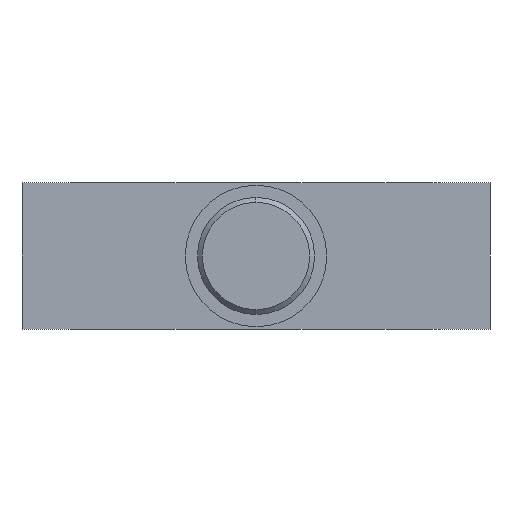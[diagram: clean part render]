
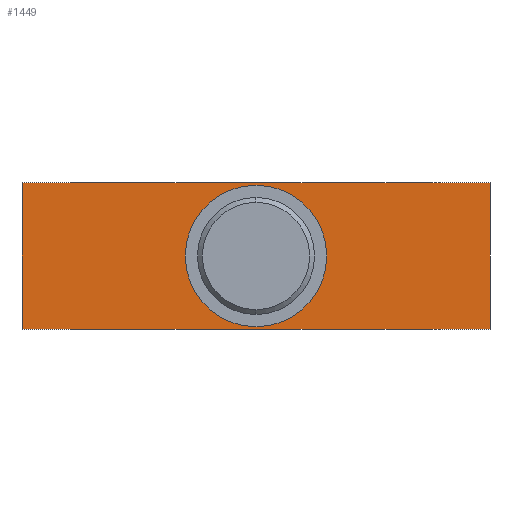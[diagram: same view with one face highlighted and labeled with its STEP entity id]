
A CAD part, left-side view. The second image highlights one B-rep face of the part: STEP entity #1449.
In plain terms, the highlighted planar face has unit normal (-1, 0, 0).
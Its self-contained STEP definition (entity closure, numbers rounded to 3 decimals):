
#39 = CARTESIAN_POINT ( 'NONE',  ( -23., 24., 7.5 ) ) ;
#40 = DIRECTION ( 'NONE',  ( 0., -1., 0. ) ) ;
#548 = ORIENTED_EDGE ( 'NONE', *, *, #1499, .F. ) ;
#556 = ORIENTED_EDGE ( 'NONE', *, *, #1662, .F. ) ;
#576 = ORIENTED_EDGE ( 'NONE', *, *, #1664, .F. ) ;
#582 = ORIENTED_EDGE ( 'NONE', *, *, #1659, .F. ) ;
#586 = ORIENTED_EDGE ( 'NONE', *, *, #1667, .T. ) ;
#590 = ORIENTED_EDGE ( 'NONE', *, *, #1660, .T. ) ;
#658 = EDGE_LOOP ( 'NONE', ( #586, #582, #548, #590 ) ) ;
#690 = EDGE_LOOP ( 'NONE', ( #556, #576 ) ) ;
#860 = FACE_BOUND ( 'NONE', #690, .T. ) ;
#865 = FACE_OUTER_BOUND ( 'NONE', #658, .T. ) ;
#900 = LINE ( 'NONE', #39, #901 ) ;
#901 = VECTOR ( 'NONE', #40, 1000. ) ;
#1002 = LINE ( 'NONE', #1396, #1003 ) ;
#1003 = VECTOR ( 'NONE', #1395, 1000. ) ;
#1007 = LINE ( 'NONE', #1268, #1013 ) ;
#1008 = LINE ( 'NONE', #1398, #1009 ) ;
#1009 = VECTOR ( 'NONE', #1397, 1000. ) ;
#1011 = CIRCLE ( 'NONE', #1719, 7.25 ) ;
#1013 = VECTOR ( 'NONE', #1267, 1000. ) ;
#1014 = CIRCLE ( 'NONE', #1726, 7.25 ) ;
#1267 = DIRECTION ( 'NONE',  ( 0., -1., 0. ) ) ;
#1268 = CARTESIAN_POINT ( 'NONE',  ( -23., 24., -7.5 ) ) ;
#1275 = CARTESIAN_POINT ( 'NONE',  ( -23., -24., 7.5 ) ) ;
#1303 = CARTESIAN_POINT ( 'NONE',  ( -23., 24., 7.5 ) ) ;
#1312 = CARTESIAN_POINT ( 'NONE',  ( -23., 24., -7.5 ) ) ;
#1317 = CARTESIAN_POINT ( 'NONE',  ( -23., 0., 7.25 ) ) ;
#1328 = DIRECTION ( 'NONE',  ( 0., 1., 0. ) ) ;
#1331 = DIRECTION ( 'NONE',  ( 0., 1., 0. ) ) ;
#1335 = DIRECTION ( 'NONE',  ( -1., 0., 0. ) ) ;
#1336 = DIRECTION ( 'NONE',  ( -1., 0., 0. ) ) ;
#1337 = CARTESIAN_POINT ( 'NONE',  ( -23., 0., 0. ) ) ;
#1339 = CARTESIAN_POINT ( 'NONE',  ( -23., -24., -7.5 ) ) ;
#1359 = CARTESIAN_POINT ( 'NONE',  ( -23., 0., -7.25 ) ) ;
#1365 = CARTESIAN_POINT ( 'NONE',  ( -23., 0., 0. ) ) ;
#1395 = DIRECTION ( 'NONE',  ( 0., 0., -1. ) ) ;
#1396 = CARTESIAN_POINT ( 'NONE',  ( -23., -24., 7.5 ) ) ;
#1397 = DIRECTION ( 'NONE',  ( 0., 0., -1. ) ) ;
#1398 = CARTESIAN_POINT ( 'NONE',  ( -23., 24., 7.5 ) ) ;
#1449 = ADVANCED_FACE ( 'NONE', ( #865, #860 ), #2008, .F. ) ;
#1480 = AXIS2_PLACEMENT_3D ( 'NONE', #2021, #2006, #1998 ) ;
#1499 = EDGE_CURVE ( 'NONE', #1924, #1896, #900, .T. ) ;
#1659 = EDGE_CURVE ( 'NONE', #1896, #1947, #1002, .T. ) ;
#1660 = EDGE_CURVE ( 'NONE', #1924, #1933, #1008, .T. ) ;
#1662 = EDGE_CURVE ( 'NONE', #1955, #1938, #1011, .T. ) ;
#1664 = EDGE_CURVE ( 'NONE', #1938, #1955, #1014, .T. ) ;
#1667 = EDGE_CURVE ( 'NONE', #1933, #1947, #1007, .T. ) ;
#1719 = AXIS2_PLACEMENT_3D ( 'NONE', #1365, #1336, #1331 ) ;
#1726 = AXIS2_PLACEMENT_3D ( 'NONE', #1337, #1335, #1328 ) ;
#1896 = VERTEX_POINT ( 'NONE', #1275 ) ;
#1924 = VERTEX_POINT ( 'NONE', #1303 ) ;
#1933 = VERTEX_POINT ( 'NONE', #1312 ) ;
#1938 = VERTEX_POINT ( 'NONE', #1317 ) ;
#1947 = VERTEX_POINT ( 'NONE', #1339 ) ;
#1955 = VERTEX_POINT ( 'NONE', #1359 ) ;
#1998 = DIRECTION ( 'NONE',  ( 0., 1., 0. ) ) ;
#2006 = DIRECTION ( 'NONE',  ( 1., 0., 0. ) ) ;
#2008 = PLANE ( 'NONE',  #1480 ) ;
#2021 = CARTESIAN_POINT ( 'NONE',  ( -23., 24., 7.5 ) ) ;
